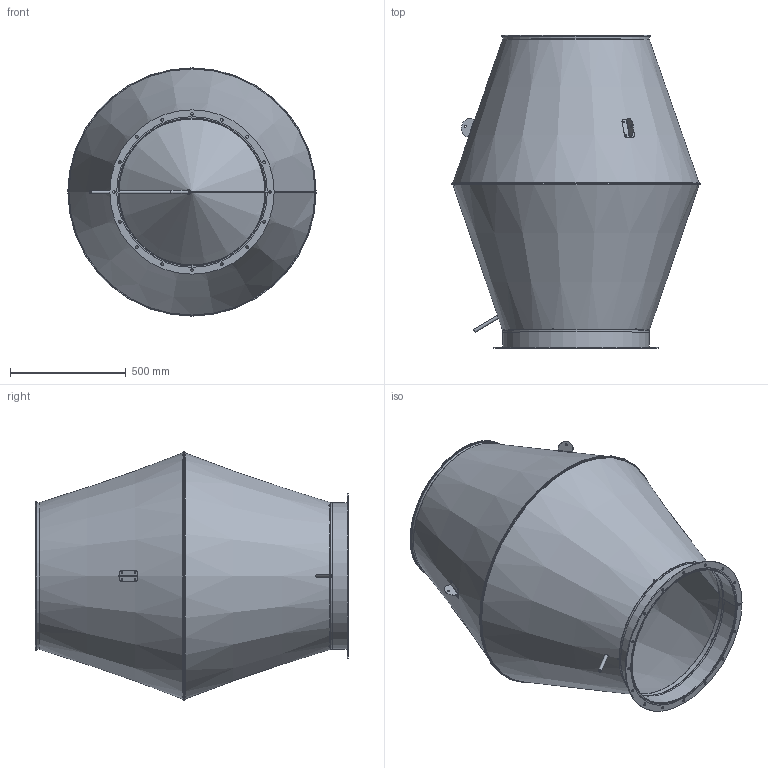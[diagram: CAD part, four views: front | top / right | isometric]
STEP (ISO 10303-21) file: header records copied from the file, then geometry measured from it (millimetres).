
FILE_DESCRIPTION(/* description */ ('Underdel HJHF'),/* implementation_level */ '2;1');
FILE_NAME(/* name */ 'HJHF-06.stp',/* time_stamp */ '2016-04-01T09:17:36+02:00',/* author */ ('CAD'),/* organization */ (''),/* preprocessor_version */ 'ST-DEVELOPER v15.6',/* originating_system */ 'Autodesk Inventor 2015',/* authorisation */ '');
FILE_SCHEMA (('AUTOMOTIVE_DESIGN { 1 0 10303 214 3 1 1 }'));
Length unit declared in the file: millimetre
Products named in the file (12): HJH-AA-24; HJH-AB-15; HJH-AC-09; HJH-AD-09; HML-HFS-630; Slang-HJH-630; Slangklämma; BlindnitmutterM6; HFS-630; HNGN-630; HJH-Lyftögla; HJHF-06
Bounding box: 1073.67 x 1350.9 x 1073.67 mm (x, y, z)
Volume: 4844752.1 mm3; surface area: 10193082.5 mm2
Topology: 24 solids, 24 shells, 412 faces, 917 edges, 539 vertices
Faces by surface type: plane 206, cylinder 138, cone 38, torus 24, bspline 6
Full cylindrical faces by diameter (mm): 5 x12, 10 x9, 12 x16, 14 x2, 630 x1, 630.5 x1, 631.5 x1, 631.8 x1, 632.3 x2, 634.1 x1, 639 x1, 640 x1, 650 x1, 709 x1, 1060 x2, 1061.8 x2, 1062 x1, 1070 x1
Entity records: 7914 total; most frequent: CARTESIAN_POINT 1817, DIRECTION 1280, ORIENTED_EDGE 1044, EDGE_CURVE 522, AXIS2_PLACEMENT_3D 521, EDGE_LOOP 322, VERTEX_POINT 320, CIRCLE 252
